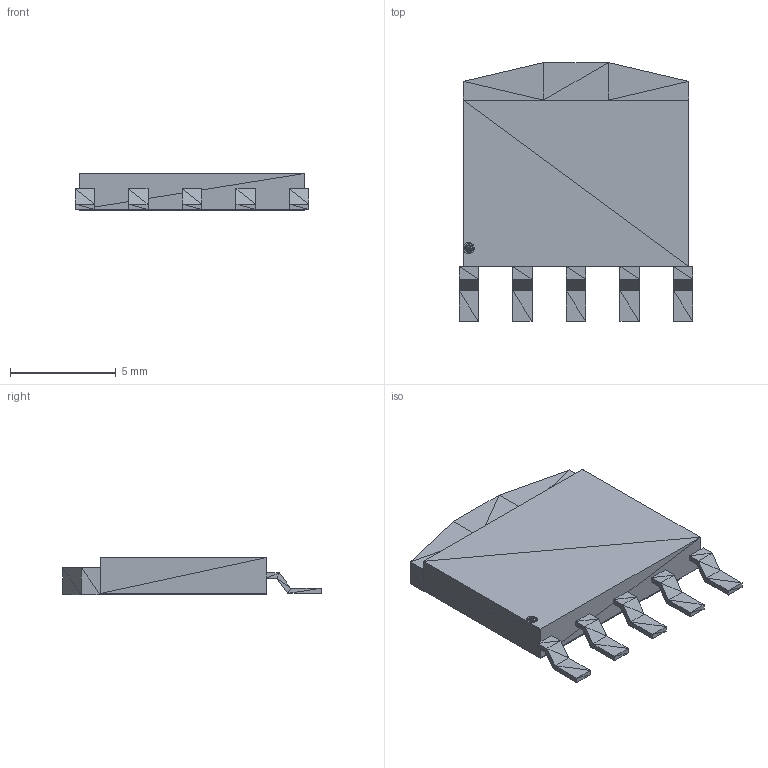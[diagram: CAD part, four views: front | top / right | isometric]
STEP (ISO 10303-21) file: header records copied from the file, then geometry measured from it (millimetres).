
FILE_DESCRIPTION(('STEP AP214'),'1');
FILE_NAME('KTT5_6P22X6P86-L','2018-10-16T20:19:33',(''),(''),'','','');
FILE_SCHEMA(('AUTOMOTIVE_DESIGN'));
Length unit declared in the file: millimetre
Products named in the file (1): product
Bounding box: 11.07 x 12.26 x 1.75 mm (x, y, z)
Surface area: 450.9 mm2 (no closed solid volume)
Topology: 0 solids, 328 shells, 328 faces, 984 edges, 984 vertices
Faces by surface type: plane 328
Entity records: 10883 total; most frequent: CARTESIAN_POINT 2297, DIRECTION 1642, ORIENTED_EDGE 984, EDGE_CURVE 984, VERTEX_POINT 984, LINE 984, VECTOR 984, AXIS2_PLACEMENT_3D 329
